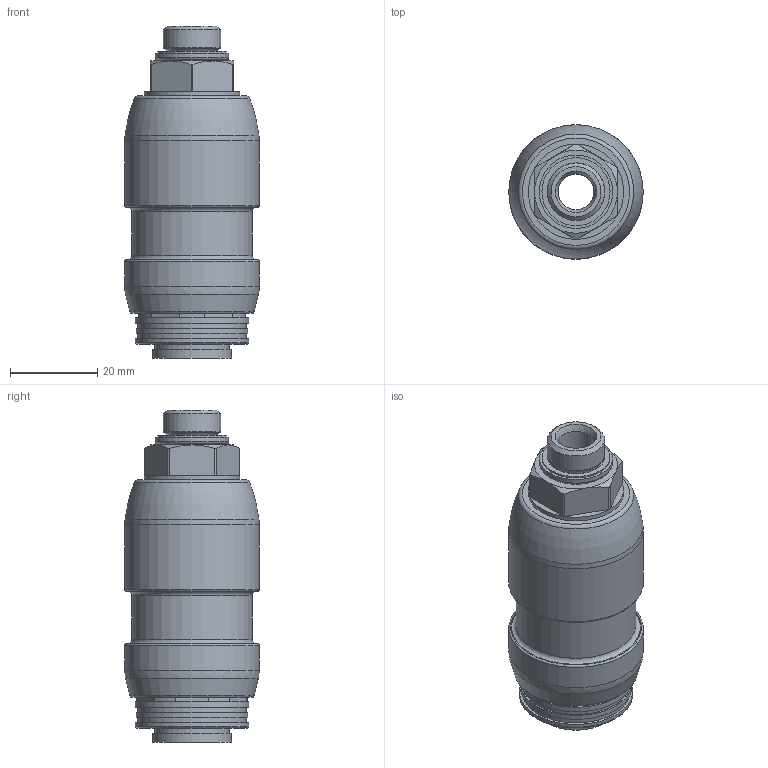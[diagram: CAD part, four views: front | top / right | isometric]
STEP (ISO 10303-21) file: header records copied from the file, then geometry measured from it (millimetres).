
FILE_DESCRIPTION(/* description */ ('STEP AP214'),/* implementation_level */ '2;1');
FILE_NAME(/* name */ '8059275_NPHS-D6-M-G14',/* time_stamp */ '2024-09-13T00:40:10+02:00',/* author */ ('License CC BY-ND 4.0'),/* organization */ ('CADENAS'),/* preprocessor_version */ 'ST-DEVELOPER v19.3',/* originating_system */ 'PARTsolutions',/* authorisation */ ' ');
FILE_SCHEMA (('AUTOMOTIVE_DESIGN {1 0 10303 214 3 1 1}'));
Length unit declared in the file: millimetre
Products named in the file (1): 8059275 NPHS-D6-M-G14
Bounding box: 30.8 x 30.8 x 76 mm (x, y, z)
Volume: 37040.2 mm3; surface area: 10213.8 mm2
Topology: 1 solids, 1 shells, 102 faces, 222 edges, 140 vertices
Faces by surface type: plane 44, cylinder 34, torus 14, cone 10
Full cylindrical faces by diameter (mm): 8.2 x1, 11.445 x1, 12 x1, 13.157 x1, 13.2 x1, 14.4 x1, 15.6 x1, 16.8 x1, 16.95 x1, 18.1 x1, 21.8 x1, 24.8 x2, 25.5 x1, 26 x2, 27.5 x1, 30.8 x2
Entity records: 2664 total; most frequent: CARTESIAN_POINT 480, DIRECTION 472, ORIENTED_EDGE 368, AXIS2_PLACEMENT_3D 203, EDGE_CURVE 184, EDGE_LOOP 165, FACE_BOUND 165, VERTEX_POINT 139
